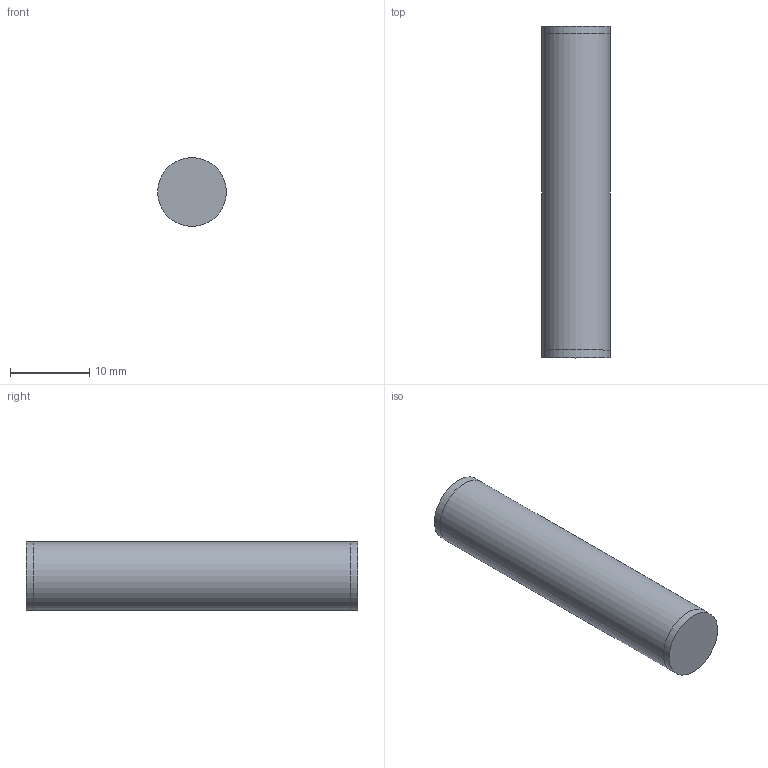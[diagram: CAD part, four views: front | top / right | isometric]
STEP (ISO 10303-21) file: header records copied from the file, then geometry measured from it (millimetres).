
FILE_DESCRIPTION(/* description */ (''),/* implementation_level */ '2;1');
FILE_NAME(/* name */ 'Coax Without Dialectric v3.step',/* time_stamp */ '2024-05-05T11:16:04+10:00',/* author */ (''),/* organization */ (''),/* preprocessor_version */ 'ST-DEVELOPER v20',/* originating_system */ 'Autodesk Translation Framework v12.20.1.177',/* authorisation */ '');
FILE_SCHEMA (('AUTOMOTIVE_DESIGN { 1 0 10303 214 3 1 1 }'));
Length unit declared in the file: millimetre
Products named in the file (1): Coax Without Dialectric
Bounding box: 8.7 x 42 x 8.7 mm (x, y, z)
Volume: 1085.9 mm3; surface area: 2688.2 mm2
Topology: 4 solids, 4 shells, 13 faces, 15 edges, 10 vertices
Faces by surface type: plane 8, cylinder 5
Full cylindrical faces by diameter (mm): 2.74 x1, 7.24 x1, 8.7 x3
Entity records: 293 total; most frequent: DIRECTION 53, CARTESIAN_POINT 39, ORIENTED_EDGE 30, AXIS2_PLACEMENT_3D 24, EDGE_LOOP 15, EDGE_CURVE 15, FACE_OUTER_BOUND 13, ADVANCED_FACE 13
